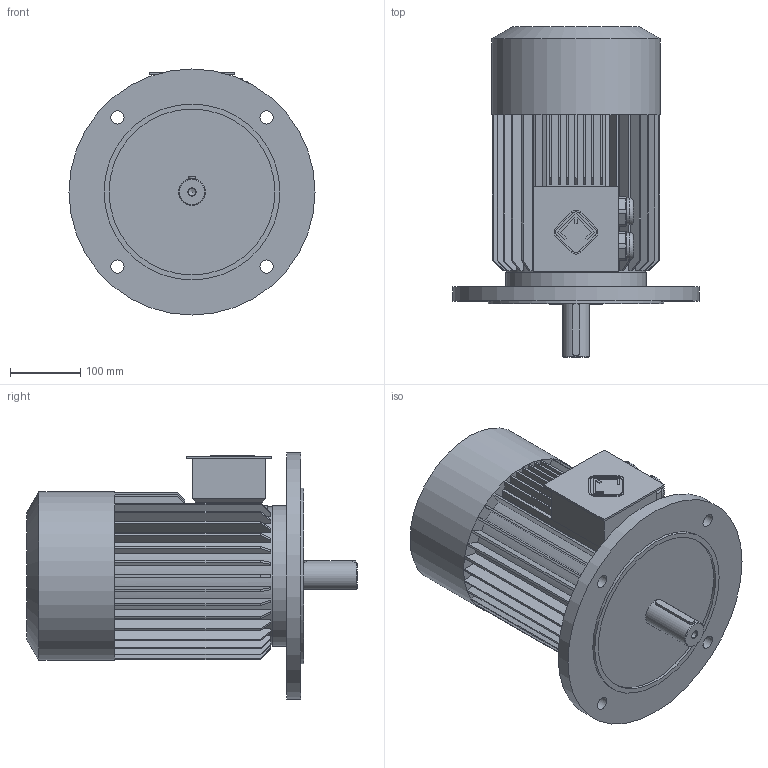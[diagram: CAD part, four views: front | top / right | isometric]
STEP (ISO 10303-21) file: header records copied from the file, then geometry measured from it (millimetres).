
FILE_DESCRIPTION(/* description */ ('Unknown'),/* implementation_level */ '2;1');
FILE_NAME(/* name */ 'A132S_В5',/* time_stamp */ '2021-03-26T14:40:31+03:00',/* author */ ('Unknown'),/* organization */ ('Unknown'),/* preprocessor_version */ 'ST-DEVELOPER v16',/* originating_system */ 'DEX',/* authorisation */ $);
FILE_SCHEMA (('AUTOMOTIVE_DESIGN {1 0 10303 214 3 1 1}'));
Length unit declared in the file: millimetre
Products named in the file (1): A132S_ﾂ5
Bounding box: 350 x 470 x 350 mm (x, y, z)
Volume: 16344738.2 mm3; surface area: 850877.1 mm2
Topology: 1 solids, 1 shells, 330 faces, 932 edges, 617 vertices
Faces by surface type: plane 235, cylinder 58, cone 35, torus 2
Full cylindrical faces by diameter (mm): 10.106 x2, 19 x4, 38 x1, 38.002 x2, 45.5 x2, 197 x1, 200 x1, 236 x1, 240 x1, 250 x1, 350 x1
Entity records: 13029 total; most frequent: CARTESIAN_POINT 2217, ORIENTED_EDGE 1780, DIRECTION 1744, EDGE_CURVE 890, VERTEX_POINT 600, AXIS2_PLACEMENT_3D 587, LINE 570, VECTOR 570
